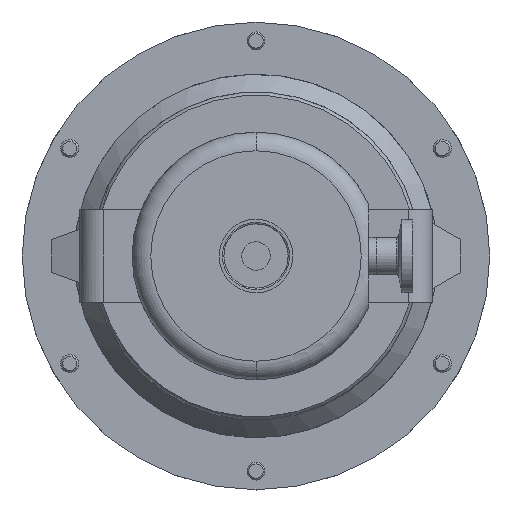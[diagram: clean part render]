
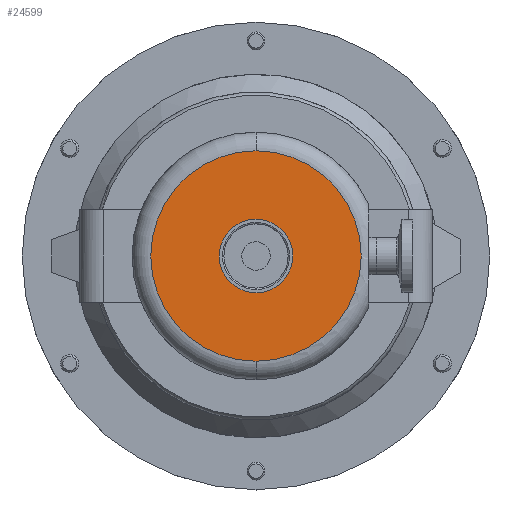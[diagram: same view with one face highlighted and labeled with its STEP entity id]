
A CAD part, front view. The second image highlights one B-rep face of the part: STEP entity #24599.
In plain terms, the highlighted planar face has unit normal (0, -1, 0).
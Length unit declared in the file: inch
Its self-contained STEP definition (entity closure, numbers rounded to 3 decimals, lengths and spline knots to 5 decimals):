
#19 = CARTESIAN_POINT ( 'NONE',  ( 0., -1.187, -1.406 ) ) ;
#692 = DIRECTION ( 'NONE',  ( 0., -1., 0. ) ) ;
#876 = CARTESIAN_POINT ( 'NONE',  ( 0., -1.187, 0. ) ) ;
#1157 = FACE_BOUND ( 'NONE', #24523, .T. ) ;
#1924 = ORIENTED_EDGE ( 'NONE', *, *, #24606, .T. ) ;
#2161 = EDGE_LOOP ( 'NONE', ( #20034, #1924 ) ) ;
#2443 = FACE_OUTER_BOUND ( 'NONE', #2161, .T. ) ;
#2625 = AXIS2_PLACEMENT_3D ( 'NONE', #876, #692, #15361 ) ;
#2847 = DIRECTION ( 'NONE',  ( 0., 0., -1. ) ) ;
#2862 = CARTESIAN_POINT ( 'NONE',  ( 0., -1.187, 0. ) ) ;
#2946 = DIRECTION ( 'NONE',  ( 0., 1., 0. ) ) ;
#5702 = AXIS2_PLACEMENT_3D ( 'NONE', #2862, #2946, #17654 ) ;
#6308 = AXIS2_PLACEMENT_3D ( 'NONE', #11223, #13601, #21748 ) ;
#6622 = EDGE_CURVE ( 'NONE', #24998, #25995, #12638, .T. ) ;
#6807 = CARTESIAN_POINT ( 'NONE',  ( 0., -1.187, -0.25 ) ) ;
#7669 = DIRECTION ( 'NONE',  ( 0., 1., 0. ) ) ;
#7721 = AXIS2_PLACEMENT_3D ( 'NONE', #9075, #15602, #2847 ) ;
#9075 = CARTESIAN_POINT ( 'NONE',  ( 1.656, -1.187, 0. ) ) ;
#9477 = CARTESIAN_POINT ( 'NONE',  ( 0., -1.187, 0. ) ) ;
#10083 = CIRCLE ( 'NONE', #24180, 0.25 ) ;
#11223 = CARTESIAN_POINT ( 'NONE',  ( 0., -1.187, 0. ) ) ;
#11409 = VERTEX_POINT ( 'NONE', #18882 ) ;
#12638 = CIRCLE ( 'NONE', #2625, 1.406 ) ;
#12781 = CIRCLE ( 'NONE', #5702, 0.25 ) ;
#13601 = DIRECTION ( 'NONE',  ( 0., -1., 0. ) ) ;
#14015 = DIRECTION ( 'NONE',  ( 0., 0., 1. ) ) ;
#14782 = ORIENTED_EDGE ( 'NONE', *, *, #20657, .T. ) ;
#14867 = CARTESIAN_POINT ( 'NONE',  ( 0., -1.187, 1.406 ) ) ;
#15361 = DIRECTION ( 'NONE',  ( 0., 0., -1. ) ) ;
#15409 = PLANE ( 'NONE',  #7721 ) ;
#15602 = DIRECTION ( 'NONE',  ( 0., -1., 0. ) ) ;
#16492 = VERTEX_POINT ( 'NONE', #6807 ) ;
#17219 = CIRCLE ( 'NONE', #6308, 1.406 ) ;
#17654 = DIRECTION ( 'NONE',  ( 0., 0., 1. ) ) ;
#18882 = CARTESIAN_POINT ( 'NONE',  ( 0., -1.187, 0.25 ) ) ;
#20034 = ORIENTED_EDGE ( 'NONE', *, *, #6622, .T. ) ;
#20657 = EDGE_CURVE ( 'NONE', #11409, #16492, #12781, .T. ) ;
#21320 = ORIENTED_EDGE ( 'NONE', *, *, #23084, .T. ) ;
#21748 = DIRECTION ( 'NONE',  ( 0., 0., -1. ) ) ;
#23084 = EDGE_CURVE ( 'NONE', #16492, #11409, #10083, .T. ) ;
#24180 = AXIS2_PLACEMENT_3D ( 'NONE', #9477, #7669, #14015 ) ;
#24523 = EDGE_LOOP ( 'NONE', ( #14782, #21320 ) ) ;
#24599 = ADVANCED_FACE ( 'NONE', ( #2443, #1157 ), #15409, .T. ) ;
#24606 = EDGE_CURVE ( 'NONE', #25995, #24998, #17219, .T. ) ;
#24998 = VERTEX_POINT ( 'NONE', #19 ) ;
#25995 = VERTEX_POINT ( 'NONE', #14867 ) ;
